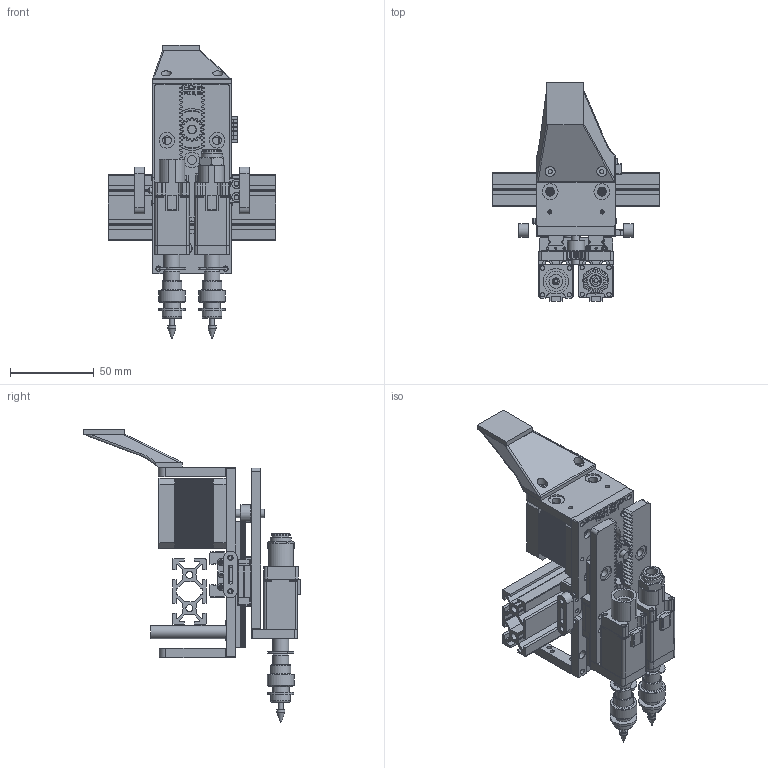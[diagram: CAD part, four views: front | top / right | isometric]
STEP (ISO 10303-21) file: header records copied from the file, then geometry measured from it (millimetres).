
FILE_DESCRIPTION(/* description */ (''),/* implementation_level */ '2;1');
FILE_NAME(/* name */ 'Comapact Head v252.step',/* time_stamp */ '2023-02-04T10:21:04-08:00',/* author */ (''),/* organization */ (''),/* preprocessor_version */ 'ST-DEVELOPER v19.2',/* originating_system */ 'Autodesk Translation Framework v11.17.0.187',/* authorisation */ '');
FILE_SCHEMA (('AUTOMOTIVE_DESIGN { 1 0 10303 214 3 1 1 }'));
Products named in the file (51): Comapact Head; Compact Head Assy; Main plates; Main plate; Carriage; MOTOR MOUNT; Camera mount; Tensioner; Top plate; Linking plate; Motors; NEMA8 hollow shaft; Nema 17HS4401-S; Accessories; 1/4 NPT Vacuum adapter v1; 5779K109 (1); TPU seal; Nozzle holders; Juki Nozzle Assembly v2; Juki Holder for NEMA8; Juki Collar for NEMA8; Grub Screw M2; E Clip 8mm ID; Juki 500 Nozzle; Ball M2; M8 inductive probe; 32 16P spur gear; 7880K27; _HFSP5-2040-100; 4mm PTC Vacuum adapter (1); 11*5*4 bearing; X cable chain adapter; Chain; adapter; Rails; MGN12 rail; MGN_12_H_CARRAGE; MGN9C1R0075Z0HM v1; _Rail-MGN9R00751HM-7; _MGN9CZ0HM ...
Assembly tree (65 placements, depth 6):
  Comapact Head
    Compact Head Assy
      Main plates
        Main plate
        Carriage  x2
        MOTOR MOUNT  x2
        Camera mount
        Tensioner  x2
        Top plate
        Linking plate
      Motors
        NEMA8 hollow shaft  x2
        Nema 17HS4401-S
      Accessories
        1/4 NPT Vacuum adapter v1
          5779K109 (1)
          TPU seal
        Nozzle holders
          Juki Nozzle Assembly v2  x2
            Juki Holder for NEMA8
            Juki Collar for NEMA8
            Grub Screw M2
            Ball M2
            E Clip 8mm ID
            Juki 500 Nozzle
        M8 inductive probe
        32 16P spur gear
          7880K27
        _HFSP5-2040-100
        4mm PTC Vacuum adapter (1)
          11*5*4 bearing
        X cable chain adapter
          Chain
          adapter
      Rails
        MGN12 rail
          MGN_12_H_CARRAGE
        MGN9C1R0075Z0HM v1
          _Rail-MGN9R00751HM-7
          _MGN9CZ0HM
          _EndSeal-MGN9  x2
          _Bolt-MG9  x4
          _MG-P-Screw-9-N
          _MG-Plug-Screw-9-N
        MGN9C1R0075Z0HM v1 (1)
          _Rail-MGN9R00751HM-7 (1)
          _MGN9CZ0HM (1)
          _EndSeal-MGN9 (1)  x2
          _Bolt-MG9 (1)  x4
          _MG-P-Screw-9-N (1)
          _MG-Plug-Screw-9-N (1)
Bounding box: 100 x 130.28 x 175.78 mm (x, y, z)
Volume: 244072.7 mm3; surface area: 138265.1 mm2
Topology: 72 solids, 72 shells, 4058 faces, 10683 edges, 7025 vertices
Faces by surface type: plane 2712, cylinder 888, bspline 220, cone 162, torus 65, sphere 11
Full cylindrical faces by diameter (mm): 0.3 x2, 0.5 x6, 1.025 x1, 1.2 x12, 1.221 x8, 1.333 x4, 1.567 x8, 1.6 x16, 1.626 x2, 1.9 x6, 1.915 x14, 2.2 x18, 2.459 x8, 2.5 x61, 2.6 x8, 2.8 x2, 3 x22, 3.2 x28, 3.464 x1, 3.5 x10, 4 x6, 4.1 x8, 4.13 x1, 4.2 x2, 4.8 x2, 4.9 x1, 4.97 x2, 5 x4, 5.2 x8, 5.25 x3
Entity records: 123138 total; most frequent: CARTESIAN_POINT 34702, ORIENTED_EDGE 18010, DIRECTION 16552, EDGE_CURVE 9005, LINE 6664, VECTOR 6664, VERTEX_POINT 5946, AXIS2_PLACEMENT_3D 4944
